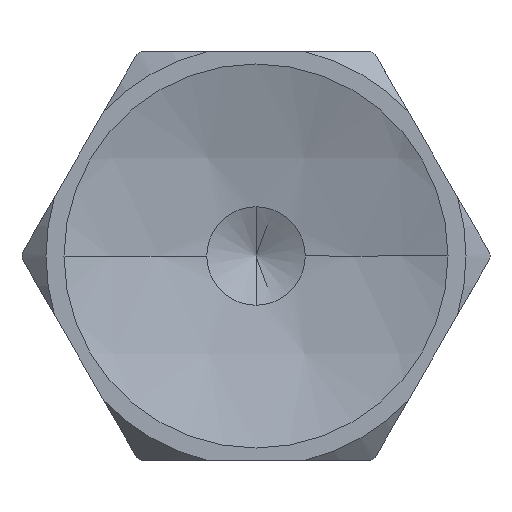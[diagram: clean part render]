
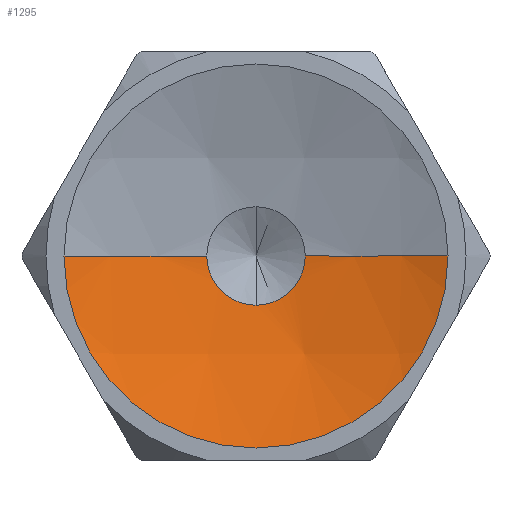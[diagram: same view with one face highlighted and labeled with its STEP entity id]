
A CAD part, front view. The second image highlights one B-rep face of the part: STEP entity #1295.
In plain terms, the highlighted spherical face has radius 21 mm.
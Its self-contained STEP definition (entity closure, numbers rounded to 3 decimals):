
#46 = CARTESIAN_POINT ( 'NONE',  ( 0., -6.4, 0. ) ) ;
#71 = CARTESIAN_POINT ( 'NONE',  ( 2.05, -4.917, 0. ) ) ;
#90 = ORIENTED_EDGE ( 'NONE', *, *, #187, .T. ) ;
#126 = VERTEX_POINT ( 'NONE', #1107 ) ;
#132 = DIRECTION ( 'NONE',  ( 0., 0., 1. ) ) ;
#136 = SPHERICAL_SURFACE ( 'NONE', #706, 21. ) ;
#154 = DIRECTION ( 'NONE',  ( 0., 0., 1. ) ) ;
#176 = FACE_OUTER_BOUND ( 'NONE', #1175, .T. ) ;
#187 = EDGE_CURVE ( 'NONE', #901, #333, #217, .T. ) ;
#195 = ORIENTED_EDGE ( 'NONE', *, *, #795, .F. ) ;
#217 = CIRCLE ( 'NONE', #460, 2.05 ) ;
#241 = CARTESIAN_POINT ( 'NONE',  ( 0., -4.917, 0. ) ) ;
#281 = CIRCLE ( 'NONE', #702, 21. ) ;
#320 = AXIS2_PLACEMENT_3D ( 'NONE', #46, #765, #154 ) ;
#333 = VERTEX_POINT ( 'NONE', #827 ) ;
#338 = CARTESIAN_POINT ( 'NONE',  ( 0., -4.917, 0. ) ) ;
#341 = DIRECTION ( 'NONE',  ( 0., 0., 1. ) ) ;
#348 = CARTESIAN_POINT ( 'NONE',  ( 0., -25.816, 0. ) ) ;
#392 = CIRCLE ( 'NONE', #320, 8. ) ;
#431 = EDGE_CURVE ( 'NONE', #126, #901, #998, .T. ) ;
#443 = EDGE_CURVE ( 'NONE', #333, #809, #717, .T. ) ;
#452 = DIRECTION ( 'NONE',  ( 0., 0., 1. ) ) ;
#460 = AXIS2_PLACEMENT_3D ( 'NONE', #241, #955, #341 ) ;
#462 = DIRECTION ( 'NONE',  ( -1., 0., 0. ) ) ;
#688 = ORIENTED_EDGE ( 'NONE', *, *, #1025, .F. ) ;
#702 = AXIS2_PLACEMENT_3D ( 'NONE', #348, #1070, #462 ) ;
#706 = AXIS2_PLACEMENT_3D ( 'NONE', #959, #1262, #866 ) ;
#717 = CIRCLE ( 'NONE', #1303, 2.05 ) ;
#721 = VERTEX_POINT ( 'NONE', #1157 ) ;
#747 = CARTESIAN_POINT ( 'NONE',  ( 0., -25.816, 0. ) ) ;
#752 = ORIENTED_EDGE ( 'NONE', *, *, #431, .T. ) ;
#765 = DIRECTION ( 'NONE',  ( 0., 1., 0. ) ) ;
#795 = EDGE_CURVE ( 'NONE', #721, #809, #281, .T. ) ;
#809 = VERTEX_POINT ( 'NONE', #1171 ) ;
#827 = CARTESIAN_POINT ( 'NONE',  ( 0., -4.917, -2.05 ) ) ;
#853 = DIRECTION ( 'NONE',  ( 1., 0., 0. ) ) ;
#866 = DIRECTION ( 'NONE',  ( -1., 0., 0. ) ) ;
#901 = VERTEX_POINT ( 'NONE', #71 ) ;
#955 = DIRECTION ( 'NONE',  ( 0., 1., 0. ) ) ;
#959 = CARTESIAN_POINT ( 'NONE',  ( 0., -25.816, 0. ) ) ;
#998 = CIRCLE ( 'NONE', #1227, 21. ) ;
#1025 = EDGE_CURVE ( 'NONE', #126, #721, #392, .T. ) ;
#1060 = DIRECTION ( 'NONE',  ( 0., 1., 0. ) ) ;
#1070 = DIRECTION ( 'NONE',  ( 0., 0., -1. ) ) ;
#1107 = CARTESIAN_POINT ( 'NONE',  ( 8., -6.4, 0. ) ) ;
#1124 = ORIENTED_EDGE ( 'NONE', *, *, #443, .T. ) ;
#1157 = CARTESIAN_POINT ( 'NONE',  ( -8., -6.4, 0. ) ) ;
#1171 = CARTESIAN_POINT ( 'NONE',  ( -2.05, -4.917, 0. ) ) ;
#1175 = EDGE_LOOP ( 'NONE', ( #688, #752, #90, #1124, #195 ) ) ;
#1227 = AXIS2_PLACEMENT_3D ( 'NONE', #747, #132, #853 ) ;
#1262 = DIRECTION ( 'NONE',  ( 0., 0., 1. ) ) ;
#1295 = ADVANCED_FACE ( 'NONE', ( #176 ), #136, .F. ) ;
#1303 = AXIS2_PLACEMENT_3D ( 'NONE', #338, #1060, #452 ) ;
